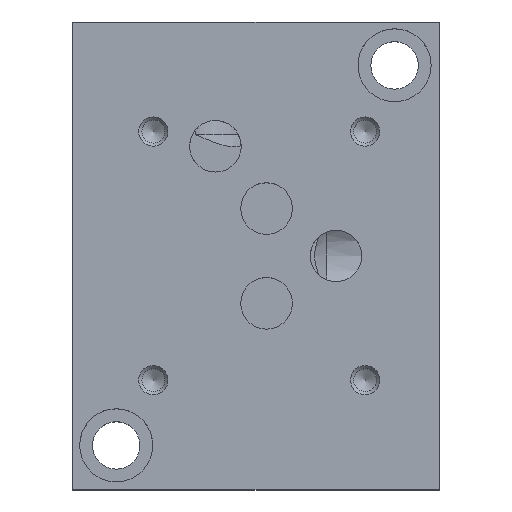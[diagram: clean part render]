
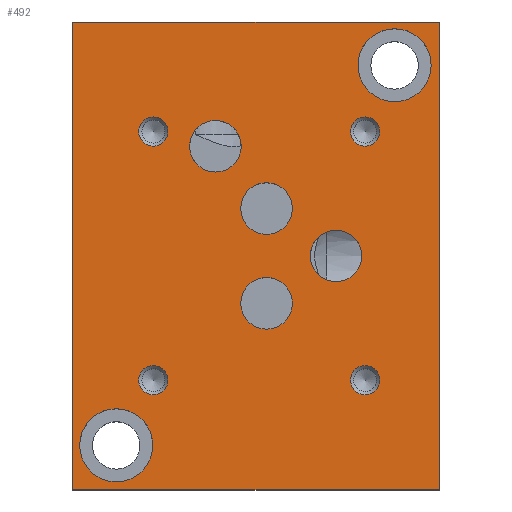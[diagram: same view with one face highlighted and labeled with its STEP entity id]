
A CAD part, top view. The second image highlights one B-rep face of the part: STEP entity #492.
In plain terms, the highlighted planar face has unit normal (0, 0, 1).
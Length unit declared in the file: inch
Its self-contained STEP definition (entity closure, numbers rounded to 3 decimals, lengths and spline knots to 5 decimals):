
#492 = ADVANCED_FACE( '', ( #1091, #1092, #1093, #1094, #1095, #1096, #1097, #1098, #1099, #1100, #1101 ), #1102, .F. );
#1091 = FACE_BOUND( '', #1770, .T. );
#1092 = FACE_BOUND( '', #1771, .T. );
#1093 = FACE_BOUND( '', #1772, .T. );
#1094 = FACE_BOUND( '', #1773, .T. );
#1095 = FACE_BOUND( '', #1774, .T. );
#1096 = FACE_BOUND( '', #1775, .T. );
#1097 = FACE_BOUND( '', #1776, .T. );
#1098 = FACE_BOUND( '', #1777, .T. );
#1099 = FACE_BOUND( '', #1778, .T. );
#1100 = FACE_BOUND( '', #1779, .T. );
#1101 = FACE_OUTER_BOUND( '', #1780, .T. );
#1102 = PLANE( '', #1781 );
#1770 = EDGE_LOOP( '', ( #3234 ) );
#1771 = EDGE_LOOP( '', ( #3235 ) );
#1772 = EDGE_LOOP( '', ( #3236 ) );
#1773 = EDGE_LOOP( '', ( #3237 ) );
#1774 = EDGE_LOOP( '', ( #3238 ) );
#1775 = EDGE_LOOP( '', ( #3239 ) );
#1776 = EDGE_LOOP( '', ( #3240 ) );
#1777 = EDGE_LOOP( '', ( #3241 ) );
#1778 = EDGE_LOOP( '', ( #3242 ) );
#1779 = EDGE_LOOP( '', ( #3243 ) );
#1780 = EDGE_LOOP( '', ( #3244, #3245, #3246, #3247 ) );
#1781 = AXIS2_PLACEMENT_3D( '', #3248, #3249, #3250 );
#3234 = ORIENTED_EDGE( '', *, *, #4045, .T. );
#3235 = ORIENTED_EDGE( '', *, *, #4360, .T. );
#3236 = ORIENTED_EDGE( '', *, *, #3891, .F. );
#3237 = ORIENTED_EDGE( '', *, *, #4374, .F. );
#3238 = ORIENTED_EDGE( '', *, *, #4325, .F. );
#3239 = ORIENTED_EDGE( '', *, *, #3894, .F. );
#3240 = ORIENTED_EDGE( '', *, *, #4194, .F. );
#3241 = ORIENTED_EDGE( '', *, *, #4024, .F. );
#3242 = ORIENTED_EDGE( '', *, *, #4375, .F. );
#3243 = ORIENTED_EDGE( '', *, *, #3915, .F. );
#3244 = ORIENTED_EDGE( '', *, *, #4313, .T. );
#3245 = ORIENTED_EDGE( '', *, *, #4254, .F. );
#3246 = ORIENTED_EDGE( '', *, *, #3974, .F. );
#3247 = ORIENTED_EDGE( '', *, *, #4188, .T. );
#3248 = CARTESIAN_POINT( '', ( 3.13, 4., 1.25 ) );
#3249 = DIRECTION( '', ( 0., 0., -1. ) );
#3250 = DIRECTION( '', ( -1., 0., 0. ) );
#3891 = EDGE_CURVE( '', #4665, #4665, #4666, .T. );
#3894 = EDGE_CURVE( '', #4670, #4670, #4671, .T. );
#3915 = EDGE_CURVE( '', #4703, #4703, #4704, .T. );
#3974 = EDGE_CURVE( '', #4803, #4805, #4806, .T. );
#4024 = EDGE_CURVE( '', #4889, #4889, #4890, .T. );
#4045 = EDGE_CURVE( '', #4921, #4921, #4922, .T. );
#4188 = EDGE_CURVE( '', #4803, #5139, #5141, .T. );
#4194 = EDGE_CURVE( '', #5148, #5148, #5149, .T. );
#4254 = EDGE_CURVE( '', #4805, #5233, #5237, .T. );
#4313 = EDGE_CURVE( '', #5139, #5233, #5317, .T. );
#4325 = EDGE_CURVE( '', #5331, #5331, #5332, .T. );
#4360 = EDGE_CURVE( '', #5375, #5375, #5376, .T. );
#4374 = EDGE_CURVE( '', #5392, #5392, #5393, .T. );
#4375 = EDGE_CURVE( '', #5394, #5394, #5395, .T. );
#4665 = VERTEX_POINT( '', #5755 );
#4666 = CIRCLE( '', #5756, 0.125 );
#4670 = VERTEX_POINT( '', #5760 );
#4671 = CIRCLE( '', #5761, 0.125 );
#4703 = VERTEX_POINT( '', #5800 );
#4704 = CIRCLE( '', #5801, 0.2205 );
#4803 = VERTEX_POINT( '', #6002 );
#4805 = VERTEX_POINT( '', #6005 );
#4806 = LINE( '', #6006, #6007 );
#4889 = VERTEX_POINT( '', #6117 );
#4890 = CIRCLE( '', #6118, 0.2205 );
#4921 = VERTEX_POINT( '', #6161 );
#4922 = CIRCLE( '', #6162, 0.3125 );
#5139 = VERTEX_POINT( '', #6462 );
#5141 = LINE( '', #6465, #6466 );
#5148 = VERTEX_POINT( '', #6476 );
#5149 = CIRCLE( '', #6477, 0.2205 );
#5233 = VERTEX_POINT( '', #6595 );
#5237 = LINE( '', #6601, #6602 );
#5317 = LINE( '', #6712, #6713 );
#5331 = VERTEX_POINT( '', #6732 );
#5332 = CIRCLE( '', #6733, 0.125 );
#5375 = VERTEX_POINT( '', #6830 );
#5376 = CIRCLE( '', #6831, 0.3125 );
#5392 = VERTEX_POINT( '', #6853 );
#5393 = CIRCLE( '', #6854, 0.125 );
#5394 = VERTEX_POINT( '', #6855 );
#5395 = CIRCLE( '', #6856, 0.2205 );
#5755 = CARTESIAN_POINT( '', ( 0.812, 3.063, 1.25 ) );
#5756 = AXIS2_PLACEMENT_3D( '', #7130, #7131, #7132 );
#5760 = CARTESIAN_POINT( '', ( 2.623, 3.063, 1.25 ) );
#5761 = AXIS2_PLACEMENT_3D( '', #7136, #7137, #7138 );
#5800 = CARTESIAN_POINT( '', ( 2.4705, 2., 1.25 ) );
#5801 = AXIS2_PLACEMENT_3D( '', #7164, #7165, #7166 );
#6002 = CARTESIAN_POINT( '', ( 3.13, 4., 1.25 ) );
#6005 = CARTESIAN_POINT( '', ( 3.13, 0., 1.25 ) );
#6006 = CARTESIAN_POINT( '', ( 3.13, 4., 1.25 ) );
#6007 = VECTOR( '', #7224, 39.37008 );
#6117 = CARTESIAN_POINT( '', ( 1.8755, 2.405, 1.25 ) );
#6118 = AXIS2_PLACEMENT_3D( '', #7297, #7298, #7299 );
#6161 = CARTESIAN_POINT( '', ( 2.4375, 3.63, 1.25 ) );
#6162 = AXIS2_PLACEMENT_3D( '', #7321, #7322, #7323 );
#6462 = CARTESIAN_POINT( '', ( 0., 4., 1.25 ) );
#6465 = CARTESIAN_POINT( '', ( 3.13, 4., 1.25 ) );
#6466 = VECTOR( '', #7477, 39.37008 );
#6476 = CARTESIAN_POINT( '', ( 1.8755, 1.594, 1.25 ) );
#6477 = AXIS2_PLACEMENT_3D( '', #7481, #7482, #7483 );
#6595 = CARTESIAN_POINT( '', ( 0., 0., 1.25 ) );
#6601 = CARTESIAN_POINT( '', ( 3.13, 0., 1.25 ) );
#6602 = VECTOR( '', #7571, 39.37008 );
#6712 = CARTESIAN_POINT( '', ( 0., 4., 1.25 ) );
#6713 = VECTOR( '', #7632, 39.37008 );
#6732 = CARTESIAN_POINT( '', ( 2.623, 0.937, 1.25 ) );
#6733 = AXIS2_PLACEMENT_3D( '', #7641, #7642, #7643 );
#6830 = CARTESIAN_POINT( '', ( 0.0575, 0.38, 1.25 ) );
#6831 = AXIS2_PLACEMENT_3D( '', #7678, #7679, #7680 );
#6853 = CARTESIAN_POINT( '', ( 0.812, 0.937, 1.25 ) );
#6854 = AXIS2_PLACEMENT_3D( '', #7687, #7688, #7689 );
#6855 = CARTESIAN_POINT( '', ( 1.4385, 2.937, 1.25 ) );
#6856 = AXIS2_PLACEMENT_3D( '', #7690, #7691, #7692 );
#7130 = CARTESIAN_POINT( '', ( 0.687, 3.063, 1.25 ) );
#7131 = DIRECTION( '', ( 0., 0., 1. ) );
#7132 = DIRECTION( '', ( 1., 0., 0. ) );
#7136 = CARTESIAN_POINT( '', ( 2.498, 3.063, 1.25 ) );
#7137 = DIRECTION( '', ( 0., 0., 1. ) );
#7138 = DIRECTION( '', ( 1., 0., 0. ) );
#7164 = CARTESIAN_POINT( '', ( 2.25, 2., 1.25 ) );
#7165 = DIRECTION( '', ( 0., 0., 1. ) );
#7166 = DIRECTION( '', ( 1., 0., 0. ) );
#7224 = DIRECTION( '', ( 0., -1., 0. ) );
#7297 = CARTESIAN_POINT( '', ( 1.655, 2.405, 1.25 ) );
#7298 = DIRECTION( '', ( 0., 0., 1. ) );
#7299 = DIRECTION( '', ( 1., 0., 0. ) );
#7321 = CARTESIAN_POINT( '', ( 2.75, 3.63, 1.25 ) );
#7322 = DIRECTION( '', ( 0., 0., -1. ) );
#7323 = DIRECTION( '', ( -1., 0., 0. ) );
#7477 = DIRECTION( '', ( -1., 0., 0. ) );
#7481 = CARTESIAN_POINT( '', ( 1.655, 1.594, 1.25 ) );
#7482 = DIRECTION( '', ( 0., 0., 1. ) );
#7483 = DIRECTION( '', ( 1., 0., 0. ) );
#7571 = DIRECTION( '', ( -1., 0., 0. ) );
#7632 = DIRECTION( '', ( 0., -1., 0. ) );
#7641 = CARTESIAN_POINT( '', ( 2.498, 0.937, 1.25 ) );
#7642 = DIRECTION( '', ( 0., 0., 1. ) );
#7643 = DIRECTION( '', ( 1., 0., 0. ) );
#7678 = CARTESIAN_POINT( '', ( 0.37, 0.38, 1.25 ) );
#7679 = DIRECTION( '', ( 0., 0., -1. ) );
#7680 = DIRECTION( '', ( -1., 0., 0. ) );
#7687 = CARTESIAN_POINT( '', ( 0.687, 0.937, 1.25 ) );
#7688 = DIRECTION( '', ( 0., 0., 1. ) );
#7689 = DIRECTION( '', ( 1., 0., 0. ) );
#7690 = CARTESIAN_POINT( '', ( 1.218, 2.937, 1.25 ) );
#7691 = DIRECTION( '', ( 0., 0., 1. ) );
#7692 = DIRECTION( '', ( 1., 0., 0. ) );
